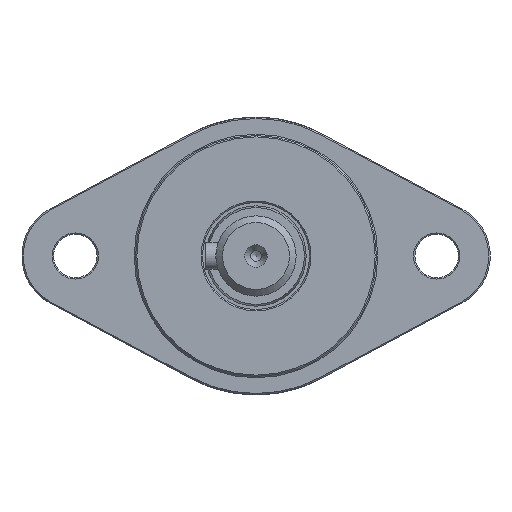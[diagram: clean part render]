
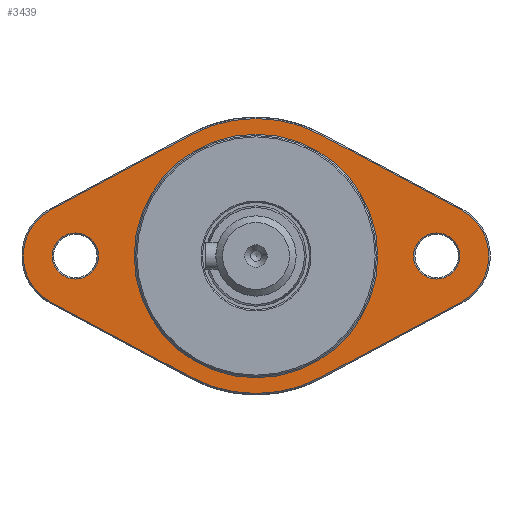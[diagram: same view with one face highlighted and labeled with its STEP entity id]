
A CAD part, left-side view. The second image highlights one B-rep face of the part: STEP entity #3439.
In plain terms, the highlighted planar face has unit normal (-1, 0, 0).
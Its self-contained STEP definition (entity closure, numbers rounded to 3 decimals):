
#3188=CARTESIAN_POINT('',(34.5,-9.704,18.114));
#3189=VERTEX_POINT('',#3188);
#3196=CARTESIAN_POINT('',(34.5,-30.683,6.876));
#3197=VERTEX_POINT('',#3196);
#3198=CARTESIAN_POINT('',(34.5,-9.704,18.114));
#3199=DIRECTION('',(0.,-0.881,-0.472));
#3200=VECTOR('',#3199,23.8);
#3201=LINE('',#3198,#3200);
#3202=EDGE_CURVE('',#3189,#3197,#3201,.T.);
#3219=CARTESIAN_POINT('',(34.5,9.704,18.114));
#3220=VERTEX_POINT('',#3219);
#3227=CARTESIAN_POINT('',(34.5,0.,0.0));
#3228=DIRECTION('',(1.0,0.0,0.0));
#3229=DIRECTION('',(0.0,1.0,0.0));
#3230=AXIS2_PLACEMENT_3D('',#3227,#3228,#3229);
#3231=CIRCLE('',#3230,20.55);
#3232=EDGE_CURVE('',#3220,#3189,#3231,.T.);
#3250=CARTESIAN_POINT('',(34.5,30.683,6.876));
#3251=VERTEX_POINT('',#3250);
#3258=CARTESIAN_POINT('',(34.5,30.683,6.876));
#3259=DIRECTION('',(0.,-0.881,0.472));
#3260=VECTOR('',#3259,23.8);
#3261=LINE('',#3258,#3260);
#3262=EDGE_CURVE('',#3251,#3220,#3261,.T.);
#3274=CARTESIAN_POINT('',(34.5,30.683,-6.876));
#3275=VERTEX_POINT('',#3274);
#3282=CARTESIAN_POINT('',(34.5,27.,0.0));
#3283=DIRECTION('',(1.0,0.,0.));
#3284=DIRECTION('',(0.,0.472,0.881));
#3285=AXIS2_PLACEMENT_3D('',#3282,#3283,#3284);
#3286=CIRCLE('',#3285,7.8);
#3287=EDGE_CURVE('',#3275,#3251,#3286,.T.);
#3299=CARTESIAN_POINT('',(34.5,9.704,-18.114));
#3300=VERTEX_POINT('',#3299);
#3307=CARTESIAN_POINT('',(34.5,9.704,-18.114));
#3308=DIRECTION('',(0.0,0.881,0.472));
#3309=VECTOR('',#3308,23.8);
#3310=LINE('',#3307,#3309);
#3311=EDGE_CURVE('',#3300,#3275,#3310,.T.);
#3323=CARTESIAN_POINT('',(34.5,-9.704,-18.114));
#3324=VERTEX_POINT('',#3323);
#3331=CARTESIAN_POINT('',(34.5,0.,0.0));
#3332=DIRECTION('',(1.0,0.0,0.0));
#3333=DIRECTION('',(0.0,1.0,0.0));
#3334=AXIS2_PLACEMENT_3D('',#3331,#3332,#3333);
#3335=CIRCLE('',#3334,20.55);
#3336=EDGE_CURVE('',#3324,#3300,#3335,.T.);
#3354=CARTESIAN_POINT('',(34.5,-30.683,-6.876));
#3355=VERTEX_POINT('',#3354);
#3362=CARTESIAN_POINT('',(34.5,-30.683,-6.876));
#3363=DIRECTION('',(0.,0.881,-0.472));
#3364=VECTOR('',#3363,23.8);
#3365=LINE('',#3362,#3364);
#3366=EDGE_CURVE('',#3355,#3324,#3365,.T.);
#3379=CARTESIAN_POINT('',(34.5,-27.,0.0));
#3380=DIRECTION('',(1.0,0.,0.));
#3381=DIRECTION('',(0.,-0.472,-0.881));
#3382=AXIS2_PLACEMENT_3D('',#3379,#3380,#3381);
#3383=CIRCLE('',#3382,7.8);
#3384=EDGE_CURVE('',#3197,#3355,#3383,.T.);
#3391=CARTESIAN_POINT('',(34.5,26.5,0.0));
#3392=DIRECTION('',(-1.0,0.0,0.0));
#3393=DIRECTION('',(0.0,0.0,1.0));
#3394=AXIS2_PLACEMENT_3D('',#3391,#3392,#3393);
#3395=PLANE('',#3394);
#3396=ORIENTED_EDGE('',*,*,#3202,.F.);
#3397=ORIENTED_EDGE('',*,*,#3232,.F.);
#3398=ORIENTED_EDGE('',*,*,#3262,.F.);
#3399=ORIENTED_EDGE('',*,*,#3287,.F.);
#3400=ORIENTED_EDGE('',*,*,#3311,.F.);
#3401=ORIENTED_EDGE('',*,*,#3336,.F.);
#3402=ORIENTED_EDGE('',*,*,#3366,.F.);
#3403=ORIENTED_EDGE('',*,*,#3384,.F.);
#3404=EDGE_LOOP('',(#3396,#3397,#3398,#3399,#3400,#3401,#3402,#3403));
#3405=FACE_OUTER_BOUND('',#3404,.T.);
#3406=CARTESIAN_POINT('',(34.5,-27.,3.45));
#3407=VERTEX_POINT('',#3406);
#3408=CARTESIAN_POINT('',(34.5,-27.,0.0));
#3409=DIRECTION('',(-1.0,0.0,0.0));
#3410=DIRECTION('',(0.0,0.0,-1.0));
#3411=AXIS2_PLACEMENT_3D('',#3408,#3409,#3410);
#3412=CIRCLE('',#3411,3.45);
#3413=EDGE_CURVE('',#3407,#3407,#3412,.T.);
#3414=ORIENTED_EDGE('',*,*,#3413,.F.);
#3415=EDGE_LOOP('',(#3414));
#3416=FACE_BOUND('',#3415,.T.);
#3417=CARTESIAN_POINT('',(34.5,18.2,0.));
#3418=VERTEX_POINT('',#3417);
#3419=CARTESIAN_POINT('',(34.5,0.,0.0));
#3420=DIRECTION('',(-1.0,0.0,0.0));
#3421=DIRECTION('',(0.0,-1.0,0.0));
#3422=AXIS2_PLACEMENT_3D('',#3419,#3420,#3421);
#3423=CIRCLE('',#3422,18.2);
#3424=EDGE_CURVE('',#3418,#3418,#3423,.T.);
#3425=ORIENTED_EDGE('',*,*,#3424,.F.);
#3426=EDGE_LOOP('',(#3425));
#3427=FACE_BOUND('',#3426,.T.);
#3428=CARTESIAN_POINT('',(34.5,27.,3.45));
#3429=VERTEX_POINT('',#3428);
#3430=CARTESIAN_POINT('',(34.5,27.,0.0));
#3431=DIRECTION('',(-1.0,0.0,0.0));
#3432=DIRECTION('',(0.0,0.0,-1.0));
#3433=AXIS2_PLACEMENT_3D('',#3430,#3431,#3432);
#3434=CIRCLE('',#3433,3.45);
#3435=EDGE_CURVE('',#3429,#3429,#3434,.T.);
#3436=ORIENTED_EDGE('',*,*,#3435,.F.);
#3437=EDGE_LOOP('',(#3436));
#3438=FACE_BOUND('',#3437,.T.);
#3439=ADVANCED_FACE('',(#3405,#3416,#3427,#3438),#3395,.T.);
